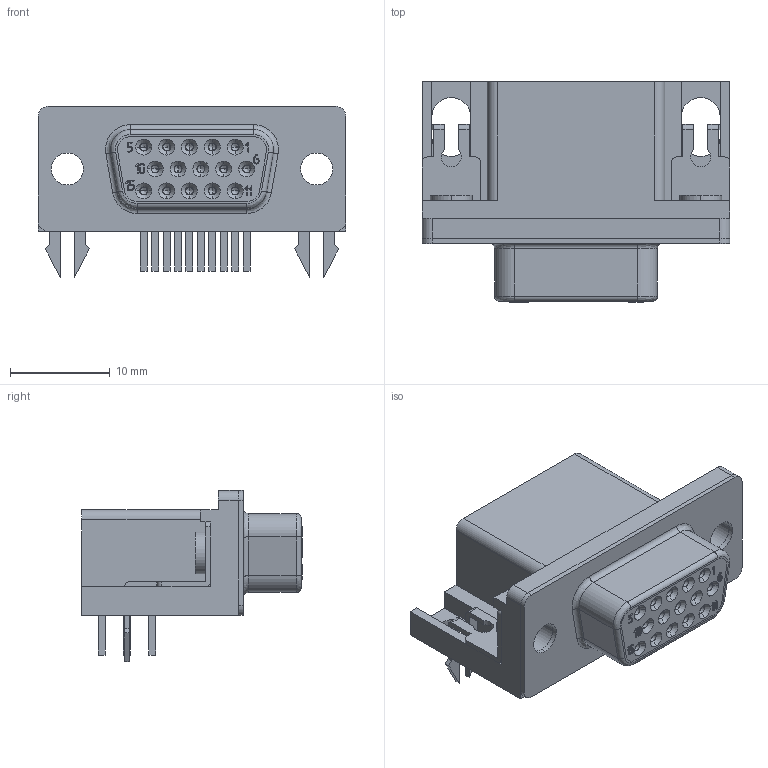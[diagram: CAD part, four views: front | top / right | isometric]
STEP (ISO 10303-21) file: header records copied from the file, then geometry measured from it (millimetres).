
FILE_DESCRIPTION(('FreeCAD Model'),'2;1');
FILE_NAME('Open CASCADE Shape Model','2023-03-28T17:23:44',( 'kicad StepUp'),('ksu MCAD'),'Open CASCADE STEP processor 7.6', 'FreeCAD','Unknown');
FILE_SCHEMA(('AUTOMOTIVE_DESIGN { 1 0 10303 214 1 1 1 1 }'));
Length unit declared in the file: millimetre
Products named in the file (1): DSUB_15_HD_Female_Horizontal_P2_29x2_54mm_EdgePinOffset8_63mm_Housed_
MountingHolesOffset11_17mm_fp001
Bounding box: 30.84 x 22.1 x 17.15 mm (x, y, z)
Volume: 4604.2 mm3; surface area: 3209.5 mm2
Topology: 1 solids, 1 shells, 570 faces, 1493 edges, 961 vertices
Faces by surface type: plane 261, cylinder 151, bspline 98, cone 60
Entity records: 17878 total; most frequent: CARTESIAN_POINT 4271, ORIENTED_EDGE 2926, DIRECTION 2593, EDGE_CURVE 1463, VERTEX_POINT 961, LINE 905, VECTOR 905, AXIS2_PLACEMENT_3D 844
